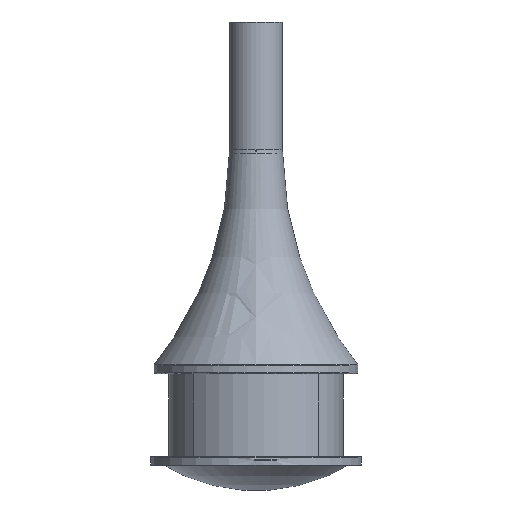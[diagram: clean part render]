
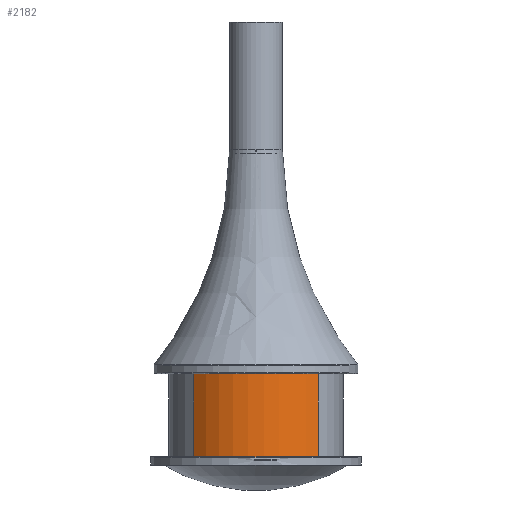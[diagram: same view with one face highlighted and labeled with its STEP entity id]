
A CAD part, front view. The second image highlights one B-rep face of the part: STEP entity #2182.
In plain terms, the highlighted cylindrical face has radius 420 mm (diameter 840 mm), a partial arc.
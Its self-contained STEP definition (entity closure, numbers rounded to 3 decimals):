
#2182=ADVANCED_FACE('',(#4274),#4275,.T.);
#4274=FACE_OUTER_BOUND('',#6527,.T.);
#4275=CYLINDRICAL_SURFACE('',#6528,420.0);
#6527=EDGE_LOOP('',(#12165,#12166,#12167,#12168));
#6528=AXIS2_PLACEMENT_3D('',#12169,#12170,#12171);
#12165=ORIENTED_EDGE('',*,*,#14872,.F.);
#12166=ORIENTED_EDGE('',*,*,#14873,.F.);
#12167=ORIENTED_EDGE('',*,*,#14874,.T.);
#12168=ORIENTED_EDGE('',*,*,#14875,.T.);
#12169=CARTESIAN_POINT('',(0.,0.,420.374));
#12170=DIRECTION('',(0.0,0.0,1.0));
#12171=DIRECTION('',(1.0,0.0,0.0));
#14872=EDGE_CURVE('',#18224,#18225,#18226,.T.);
#14873=EDGE_CURVE('',#18227,#18224,#18228,.T.);
#14874=EDGE_CURVE('',#18227,#18229,#18230,.T.);
#14875=EDGE_CURVE('',#18229,#18225,#18231,.T.);
#18224=VERTEX_POINT('',#24368);
#18225=VERTEX_POINT('',#24369);
#18226=CIRCLE('',#24370,420.0);
#18227=VERTEX_POINT('',#24371);
#18228=LINE('',#24372,#24373);
#18229=VERTEX_POINT('',#24374);
#18230=CIRCLE('',#24375,420.0);
#18231=LINE('',#24376,#24377);
#24368=CARTESIAN_POINT('',(-289.109,-304.657,860.374));
#24369=CARTESIAN_POINT('',(289.109,-304.657,860.374));
#24370=AXIS2_PLACEMENT_3D('',#26838,#26839,#26840);
#24371=CARTESIAN_POINT('',(-289.109,-304.657,420.374));
#24372=CARTESIAN_POINT('',(-289.109,-304.657,420.374));
#24373=VECTOR('',#26841,1.0);
#24374=CARTESIAN_POINT('',(289.109,-304.657,420.374));
#24375=AXIS2_PLACEMENT_3D('',#26842,#26843,#26844);
#24376=CARTESIAN_POINT('',(289.109,-304.657,420.374));
#24377=VECTOR('',#26845,1.0);
#26838=CARTESIAN_POINT('',(0.,0.,860.374));
#26839=DIRECTION('',(0.0,0.0,1.0));
#26840=DIRECTION('',(1.0,0.0,0.0));
#26841=DIRECTION('',(0.0,0.0,1.0));
#26842=CARTESIAN_POINT('',(0.,0.,420.374));
#26843=DIRECTION('',(0.0,0.0,1.0));
#26844=DIRECTION('',(1.0,0.0,0.0));
#26845=DIRECTION('',(0.0,0.0,1.0));
